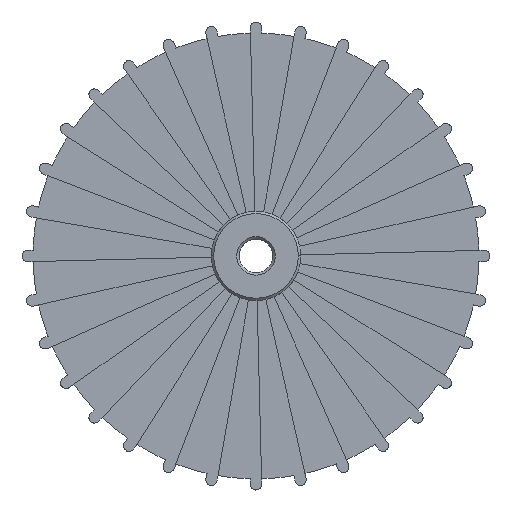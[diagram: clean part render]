
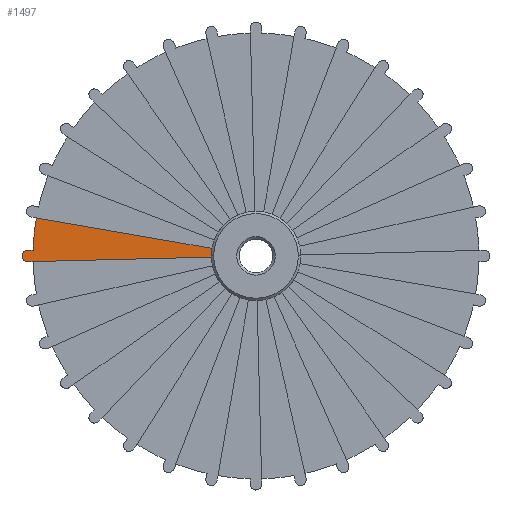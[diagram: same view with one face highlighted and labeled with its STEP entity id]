
A CAD part, top view. The second image highlights one B-rep face of the part: STEP entity #1497.
In plain terms, the highlighted planar face has unit normal (0, 0, 1).
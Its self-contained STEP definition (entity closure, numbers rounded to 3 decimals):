
#5 = CARTESIAN_POINT ( 'NONE',  ( -19.994, -0.5, 0. ) ) ;
#11 = LINE ( 'NONE', #4152, #6500 ) ;
#94 = CARTESIAN_POINT ( 'NONE',  ( -19.707, 3.41, 0. ) ) ;
#394 = ORIENTED_EDGE ( 'NONE', *, *, #5068, .T. ) ;
#506 = EDGE_CURVE ( 'NONE', #1892, #6325, #3001, .T. ) ;
#589 = DIRECTION ( 'NONE',  ( 0.985, -0.171, 0. ) ) ;
#641 = DIRECTION ( 'NONE',  ( 0., 1., 0. ) ) ;
#875 = EDGE_CURVE ( 'NONE', #4959, #2158, #5085, .T. ) ;
#881 = CARTESIAN_POINT ( 'NONE',  ( -3.941, 0.682, 0. ) ) ;
#956 = CARTESIAN_POINT ( 'NONE',  ( -20.5, -0.5, 0. ) ) ;
#1026 = CARTESIAN_POINT ( 'NONE',  ( -19.994, 0.5, 0. ) ) ;
#1058 = EDGE_CURVE ( 'NONE', #6459, #5927, #1107, .T. ) ;
#1068 = CARTESIAN_POINT ( 'NONE',  ( -19.707, 3.41, 0. ) ) ;
#1107 = CIRCLE ( 'NONE', #1977, 4. ) ;
#1176 = ORIENTED_EDGE ( 'NONE', *, *, #875, .T. ) ;
#1185 = EDGE_CURVE ( 'NONE', #4959, #6325, #11, .T. ) ;
#1354 = CARTESIAN_POINT ( 'NONE',  ( 0., 0., 0. ) ) ;
#1452 = DIRECTION ( 'NONE',  ( 0., 0., 1. ) ) ;
#1497 = ADVANCED_FACE ( 'NONE', ( #1800 ), #3863, .T. ) ;
#1566 = CARTESIAN_POINT ( 'NONE',  ( -19.994, -0.5, 0. ) ) ;
#1658 = CARTESIAN_POINT ( 'NONE',  ( -4., 0., 0. ) ) ;
#1790 = DIRECTION ( 'NONE',  ( 0., 1., 0. ) ) ;
#1800 = FACE_OUTER_BOUND ( 'NONE', #6068, .T. ) ;
#1840 = EDGE_CURVE ( 'NONE', #4544, #6459, #3686, .T. ) ;
#1892 = VERTEX_POINT ( 'NONE', #94 ) ;
#1959 = CARTESIAN_POINT ( 'NONE',  ( 0., 0., 0. ) ) ;
#1964 = ORIENTED_EDGE ( 'NONE', *, *, #1185, .F. ) ;
#1977 = AXIS2_PLACEMENT_3D ( 'NONE', #1959, #1452, #5038 ) ;
#2158 = VERTEX_POINT ( 'NONE', #956 ) ;
#2271 = ORIENTED_EDGE ( 'NONE', *, *, #4809, .F. ) ;
#2641 = VECTOR ( 'NONE', #589, 1000. ) ;
#2696 = AXIS2_PLACEMENT_3D ( 'NONE', #3625, #6299, #641 ) ;
#2767 = ORIENTED_EDGE ( 'NONE', *, *, #1058, .F. ) ;
#2816 = CARTESIAN_POINT ( 'NONE',  ( -3.999, -0.1, 0. ) ) ;
#2911 = ORIENTED_EDGE ( 'NONE', *, *, #3826, .F. ) ;
#3001 = CIRCLE ( 'NONE', #4183, 20. ) ;
#3353 = CARTESIAN_POINT ( 'NONE',  ( -11.155, 0.767, 0. ) ) ;
#3366 = AXIS2_PLACEMENT_3D ( 'NONE', #6712, #3657, #6262 ) ;
#3546 = VECTOR ( 'NONE', #6527, 1000. ) ;
#3625 = CARTESIAN_POINT ( 'NONE',  ( -20.5, 0., 0. ) ) ;
#3657 = DIRECTION ( 'NONE',  ( 0., 0., 1. ) ) ;
#3686 = CIRCLE ( 'NONE', #3366, 4. ) ;
#3826 = EDGE_CURVE ( 'NONE', #1892, #4544, #5702, .T. ) ;
#3863 = PLANE ( 'NONE',  #6108 ) ;
#4112 = DIRECTION ( 'NONE',  ( 1., 0.025, 0. ) ) ;
#4152 = CARTESIAN_POINT ( 'NONE',  ( -20.5, 0.5, 0. ) ) ;
#4183 = AXIS2_PLACEMENT_3D ( 'NONE', #1354, #5489, #1790 ) ;
#4544 = VERTEX_POINT ( 'NONE', #881 ) ;
#4562 = LINE ( 'NONE', #6121, #3546 ) ;
#4576 = ORIENTED_EDGE ( 'NONE', *, *, #1840, .F. ) ;
#4632 = VECTOR ( 'NONE', #4112, 1000. ) ;
#4691 = LINE ( 'NONE', #5, #4632 ) ;
#4809 = EDGE_CURVE ( 'NONE', #5496, #2158, #4562, .T. ) ;
#4959 = VERTEX_POINT ( 'NONE', #5549 ) ;
#5038 = DIRECTION ( 'NONE',  ( 1., 0., 0. ) ) ;
#5068 = EDGE_CURVE ( 'NONE', #5496, #5927, #4691, .T. ) ;
#5085 = CIRCLE ( 'NONE', #2696, 0.5 ) ;
#5489 = DIRECTION ( 'NONE',  ( 0., 0., 1. ) ) ;
#5496 = VERTEX_POINT ( 'NONE', #1566 ) ;
#5502 = DIRECTION ( 'NONE',  ( 1., 0., 0. ) ) ;
#5549 = CARTESIAN_POINT ( 'NONE',  ( -20.5, 0.5, 0. ) ) ;
#5702 = LINE ( 'NONE', #1068, #2641 ) ;
#5927 = VERTEX_POINT ( 'NONE', #2816 ) ;
#6044 = DIRECTION ( 'NONE',  ( 0., 0., 1. ) ) ;
#6059 = ORIENTED_EDGE ( 'NONE', *, *, #506, .T. ) ;
#6068 = EDGE_LOOP ( 'NONE', ( #4576, #2911, #6059, #1964, #1176, #2271, #394, #2767 ) ) ;
#6108 = AXIS2_PLACEMENT_3D ( 'NONE', #3353, #6044, #5502 ) ;
#6121 = CARTESIAN_POINT ( 'NONE',  ( -19.994, -0.5, 0. ) ) ;
#6210 = DIRECTION ( 'NONE',  ( 1., 0., 0. ) ) ;
#6262 = DIRECTION ( 'NONE',  ( 1., 0., 0. ) ) ;
#6299 = DIRECTION ( 'NONE',  ( 0., 0., 1. ) ) ;
#6325 = VERTEX_POINT ( 'NONE', #1026 ) ;
#6459 = VERTEX_POINT ( 'NONE', #1658 ) ;
#6500 = VECTOR ( 'NONE', #6210, 1000. ) ;
#6527 = DIRECTION ( 'NONE',  ( -1., 0., 0. ) ) ;
#6712 = CARTESIAN_POINT ( 'NONE',  ( 0., 0., 0. ) ) ;
